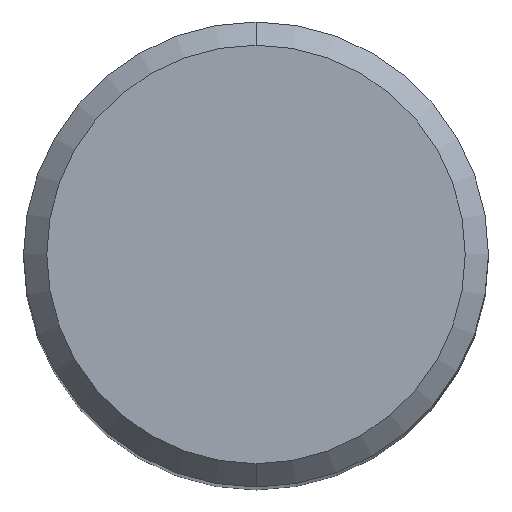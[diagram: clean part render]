
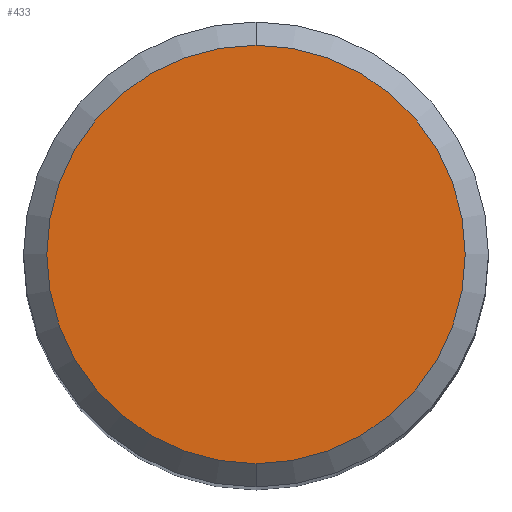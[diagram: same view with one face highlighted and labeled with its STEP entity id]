
A CAD part, top view. The second image highlights one B-rep face of the part: STEP entity #433.
In plain terms, the highlighted planar face has unit normal (0, 0, 1).
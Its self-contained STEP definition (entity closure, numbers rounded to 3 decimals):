
#203=EDGE_CURVE('',#457,#275,#514,.T.);
#217=EDGE_CURVE('',#275,#457,#530,.T.);
#275=VERTEX_POINT('',#593);
#433=ADVANCED_FACE('',(#769),#770,.T.);
#457=VERTEX_POINT('',#794);
#514=CIRCLE('',#868,5.4);
#530=CIRCLE('',#913,5.4);
#593=CARTESIAN_POINT('',(0.,-5.4,0.0));
#769=FACE_OUTER_BOUND('',#1390,.T.);
#770=PLANE('',#1391);
#794=CARTESIAN_POINT('',(0.0,5.4,0.0));
#868=AXIS2_PLACEMENT_3D('',#1549,#1550,#1551);
#913=AXIS2_PLACEMENT_3D('',#1570,#1571,#1572);
#1390=EDGE_LOOP('',(#1851,#1852));
#1391=AXIS2_PLACEMENT_3D('',#1853,#1854,#1855);
#1549=CARTESIAN_POINT('',(0.0,0.0,0.0));
#1550=DIRECTION('',(0.0,0.0,-1.0));
#1551=DIRECTION('',(0.0,1.0,0.0));
#1570=CARTESIAN_POINT('',(0.0,0.0,0.0));
#1571=DIRECTION('',(0.0,0.0,-1.0));
#1572=DIRECTION('',(0.0,1.0,0.0));
#1851=ORIENTED_EDGE('',*,*,#203,.F.);
#1852=ORIENTED_EDGE('',*,*,#217,.F.);
#1853=CARTESIAN_POINT('',(0.0,2.7,0.0));
#1854=DIRECTION('',(-0.0,0.0,1.0));
#1855=DIRECTION('',(0.0,-1.0,0.0));
